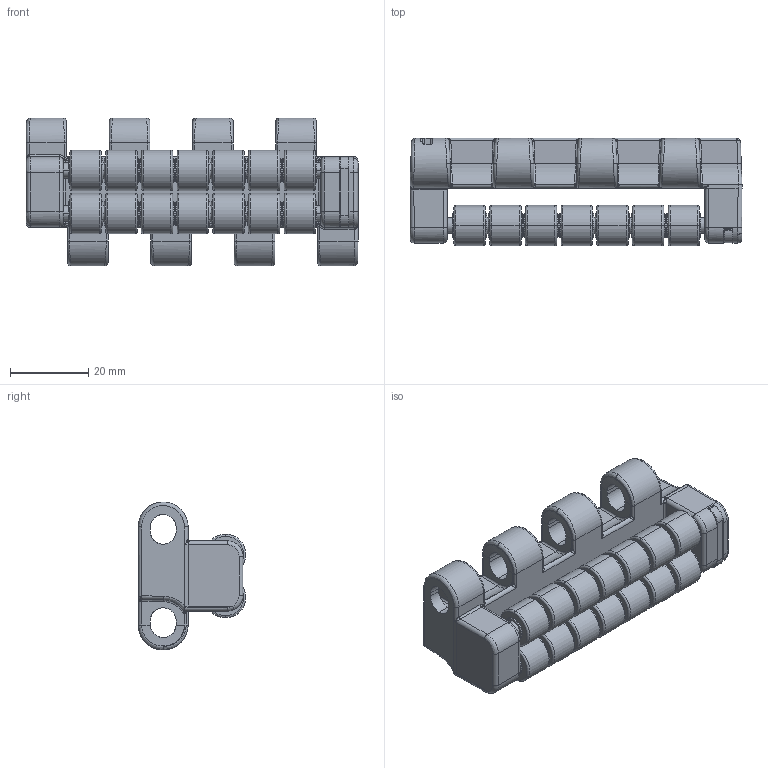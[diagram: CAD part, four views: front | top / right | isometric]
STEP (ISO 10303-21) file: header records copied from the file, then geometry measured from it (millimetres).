
FILE_DESCRIPTION (( 'STEP AP214' ), '1' );
FILE_NAME ('LF9255BP01.2.STEP', '2021-03-12T07:52:58', ( '' ), ( '' ), 'SwSTEP 2.0', 'SolidWorks 2019', '' );
FILE_SCHEMA (( 'AUTOMOTIVE_DESIGN' ));
Length unit declared in the file: millimetre
Products named in the file (5): E04076SS303; LF9255BP01.2; LF9255BP01.3; BPM8257.2; CIERRE9255BP.LF
Assembly tree (18 placements, depth 2):
  LF9255BP01.2
    LF9255BP01.3
    E04076SS303  x2
    BPM8257.2  x14
    CIERRE9255BP.LF
Bounding box: 84.66 x 27.4 x 37.7 mm (x, y, z)
Volume: 31286.8 mm3; surface area: 22214.9 mm2
Topology: 18 solids, 18 shells, 1092 faces, 2629 edges, 1536 vertices
Faces by surface type: cylinder 414, bspline 282, plane 222, torus 152, cone 16, sphere 6
Entity records: 34711 total; most frequent: CARTESIAN_POINT 17861, ORIENTED_EDGE 4086, DIRECTION 2793, EDGE_CURVE 2043, VERTEX_POINT 1216, AXIS2_PLACEMENT_3D 1064, EDGE_LOOP 843, FACE_OUTER_BOUND 824
